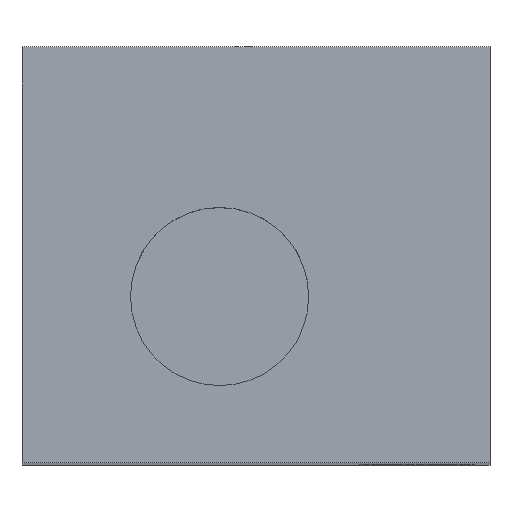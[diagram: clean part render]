
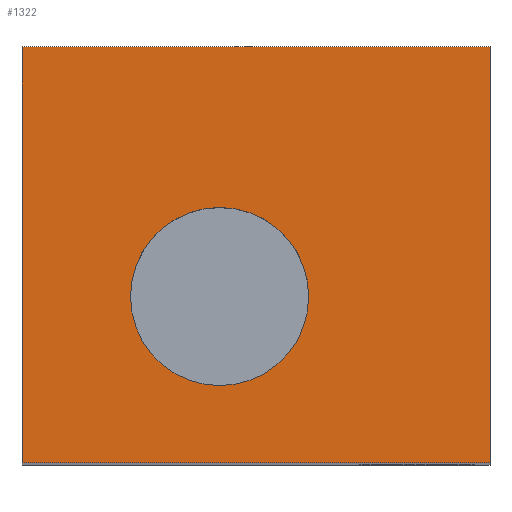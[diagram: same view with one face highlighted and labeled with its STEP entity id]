
A CAD part, top view. The second image highlights one B-rep face of the part: STEP entity #1322.
In plain terms, the highlighted face is planar.
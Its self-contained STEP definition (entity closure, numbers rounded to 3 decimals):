
#638=CARTESIAN_POINT('',(-22.217,-30.0,-2.));
#639=VERTEX_POINT('',#638);
#655=CARTESIAN_POINT('',(-30.783,-30.0,-2.));
#656=VERTEX_POINT('',#655);
#663=CARTESIAN_POINT('',(-26.5,-30.0,-2.));
#664=DIRECTION('',(0.0,1.0,0.0));
#665=DIRECTION('',(1.0,0.0,0.0));
#666=AXIS2_PLACEMENT_3D('',#663,#664,#665);
#667=CIRCLE('',#666,4.283);
#668=EDGE_CURVE('',#639,#656,#667,.T.);
#755=CARTESIAN_POINT('',(-26.5,-30.0,-2.));
#756=DIRECTION('',(0.0,1.0,0.0));
#757=DIRECTION('',(1.0,0.0,0.0));
#758=AXIS2_PLACEMENT_3D('',#755,#756,#757);
#759=CIRCLE('',#758,4.283);
#760=EDGE_CURVE('',#656,#639,#759,.T.);
#1117=CARTESIAN_POINT('',(-36.0,-30.0,10.0));
#1118=VERTEX_POINT('',#1117);
#1125=CARTESIAN_POINT('',(-13.5,-30.0,10.0));
#1126=VERTEX_POINT('',#1125);
#1127=CARTESIAN_POINT('',(-13.5,-30.0,10.0));
#1128=DIRECTION('',(-1.0,0.0,0.0));
#1129=VECTOR('',#1128,22.5);
#1130=LINE('',#1127,#1129);
#1131=EDGE_CURVE('',#1126,#1118,#1130,.T.);
#1277=CARTESIAN_POINT('',(-13.5,-30.0,-10.0));
#1278=VERTEX_POINT('',#1277);
#1279=CARTESIAN_POINT('',(-13.5,-30.0,-10.0));
#1280=DIRECTION('',(0.0,0.0,1.0));
#1281=VECTOR('',#1280,20.0);
#1282=LINE('',#1279,#1281);
#1283=EDGE_CURVE('',#1278,#1126,#1282,.T.);
#1295=CARTESIAN_POINT('',(-13.5,-30.0,-10.0));
#1296=DIRECTION('',(0.0,-1.0,0.0));
#1297=DIRECTION('',(0.0,0.0,-1.0));
#1298=AXIS2_PLACEMENT_3D('',#1295,#1296,#1297);
#1299=PLANE('',#1298);
#1300=ORIENTED_EDGE('',*,*,#1131,.T.);
#1301=CARTESIAN_POINT('',(-36.0,-30.0,-10.0));
#1302=VERTEX_POINT('',#1301);
#1303=CARTESIAN_POINT('',(-36.0,-30.0,-10.0));
#1304=DIRECTION('',(0.0,0.0,1.0));
#1305=VECTOR('',#1304,20.0);
#1306=LINE('',#1303,#1305);
#1307=EDGE_CURVE('',#1302,#1118,#1306,.T.);
#1308=ORIENTED_EDGE('',*,*,#1307,.F.);
#1309=CARTESIAN_POINT('',(-36.0,-30.0,-10.0));
#1310=DIRECTION('',(1.0,0.0,0.0));
#1311=VECTOR('',#1310,22.5);
#1312=LINE('',#1309,#1311);
#1313=EDGE_CURVE('',#1302,#1278,#1312,.T.);
#1314=ORIENTED_EDGE('',*,*,#1313,.T.);
#1315=ORIENTED_EDGE('',*,*,#1283,.T.);
#1316=EDGE_LOOP('',(#1300,#1308,#1314,#1315));
#1317=FACE_OUTER_BOUND('',#1316,.T.);
#1318=ORIENTED_EDGE('',*,*,#668,.T.);
#1319=ORIENTED_EDGE('',*,*,#760,.T.);
#1320=EDGE_LOOP('',(#1318,#1319));
#1321=FACE_BOUND('',#1320,.T.);
#1322=ADVANCED_FACE('',(#1317,#1321),#1299,.T.);
